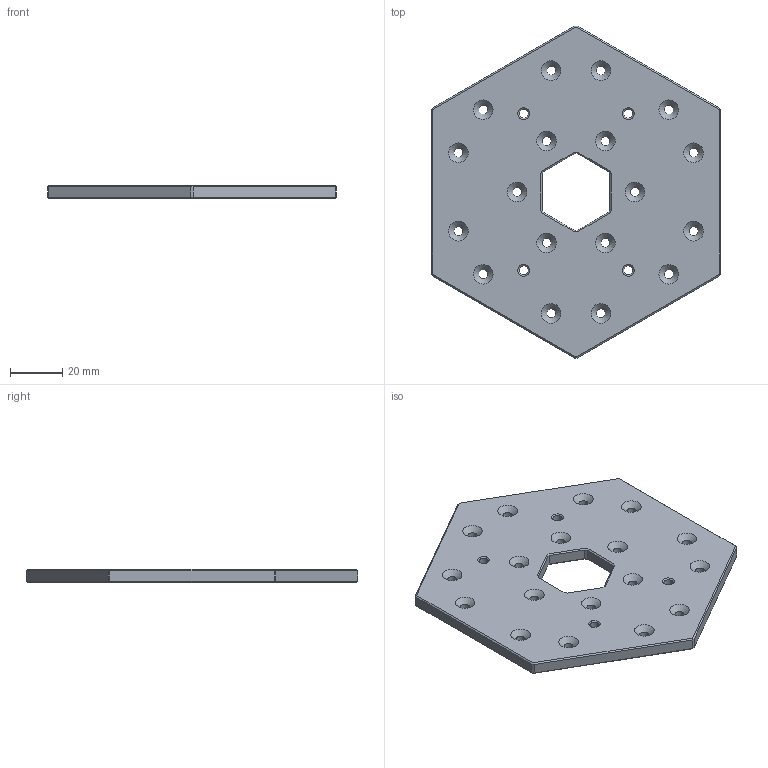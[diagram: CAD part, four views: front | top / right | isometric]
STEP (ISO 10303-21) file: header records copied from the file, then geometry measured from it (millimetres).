
FILE_DESCRIPTION(('Open CASCADE Model'),'2;1');
FILE_NAME('Open CASCADE Shape Model','2025-06-30T04:10:24',('Author'),( 'Open CASCADE'),'Open CASCADE STEP processor 7.7','Open CASCADE 7.7' ,'Unknown');
FILE_SCHEMA(('AUTOMOTIVE_DESIGN { 1 0 10303 214 1 1 1 1 }'));
Length unit declared in the file: millimetre
Products named in the file (1): Open CASCADE STEP translator 7.7 123
Bounding box: 110.42 x 127 x 5 mm (x, y, z)
Volume: 47994 mm3; surface area: 22581 mm2
Topology: 1 solids, 1 shells, 140 faces, 322 edges, 184 vertices
Faces by surface type: plane 74, cone 44, cylinder 22
Full cylindrical faces by diameter (mm): 3.5 x22
Entity records: 8038 total; most frequent: CARTESIAN_POINT 1379, DIRECTION 1248, LINE 746, VECTOR 746, ORIENTED_EDGE 644, PCURVE 644, DEFINITIONAL_REPRESENTATION 644, EDGE_CURVE 322
